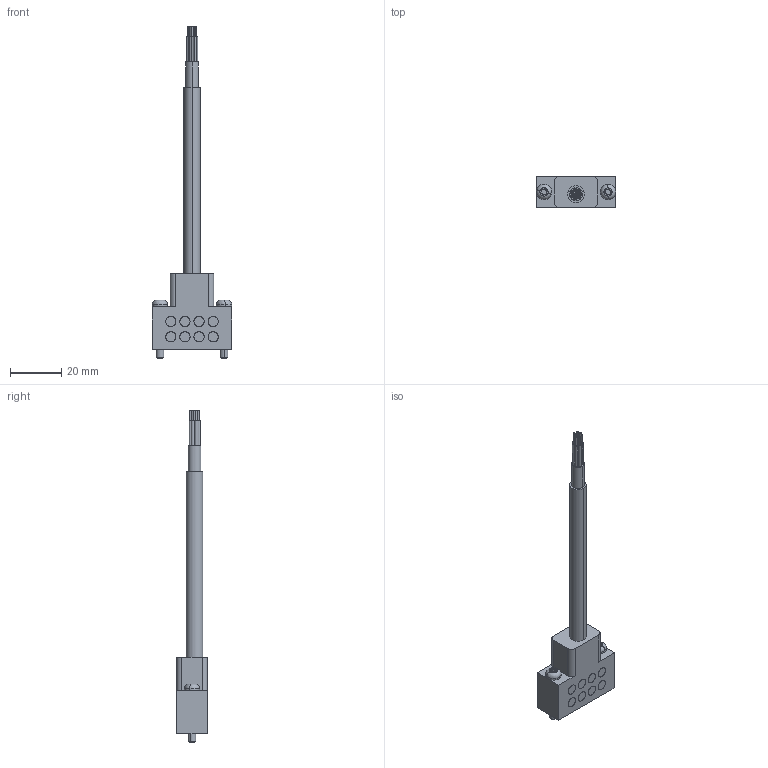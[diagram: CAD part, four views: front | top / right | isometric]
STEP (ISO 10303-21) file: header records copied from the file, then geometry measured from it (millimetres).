
FILE_DESCRIPTION (( 'STEP AP214' ), '1' );
FILE_NAME ('P1036.STEP', '2022-01-12T09:36:40', ( '' ), ( '' ), 'SwSTEP 2.0', 'SolidWorks 2019', '' );
FILE_SCHEMA (( 'AUTOMOTIVE_DESIGN' ));
Length unit declared in the file: millimetre
Products named in the file (1): P1036
Bounding box: 31 x 12 x 129.5 mm (x, y, z)
Volume: 8821.7 mm3; surface area: 8869 mm2
Topology: 13 solids, 13 shells, 440 faces, 1066 edges, 690 vertices
Faces by surface type: cylinder 262, plane 94, torus 52, cone 28, bspline 4
Entity records: 18376 total; most frequent: DIRECTION 2614, CARTESIAN_POINT 2339, ORIENTED_EDGE 2132, AXIS2_PLACEMENT_3D 1117, EDGE_CURVE 1066, VERTEX_POINT 690, CIRCLE 680, EDGE_LOOP 532
